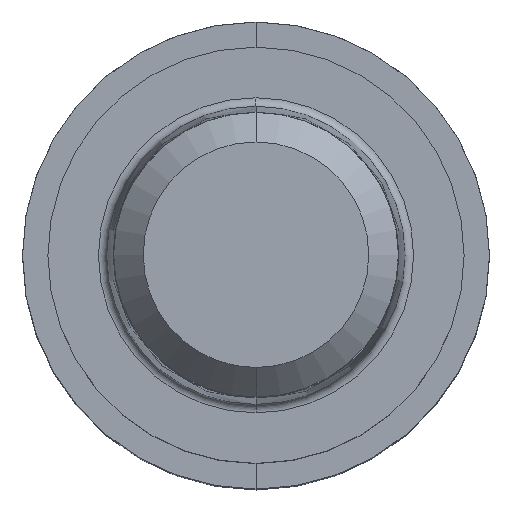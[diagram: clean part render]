
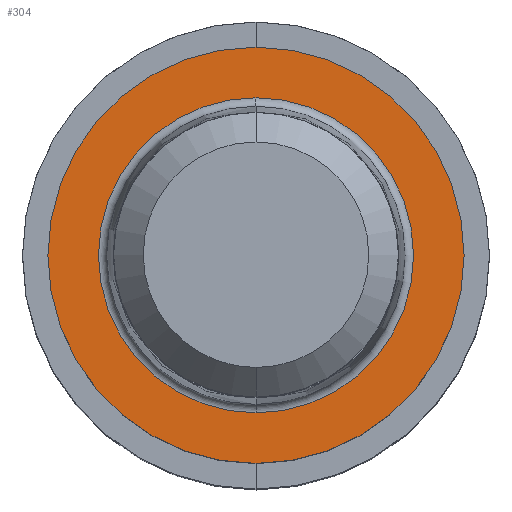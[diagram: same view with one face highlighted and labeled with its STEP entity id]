
A CAD part, top view. The second image highlights one B-rep face of the part: STEP entity #304.
In plain terms, the highlighted planar face has unit normal (0, 0, 1).
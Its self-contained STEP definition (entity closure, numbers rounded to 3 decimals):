
#160=EDGE_CURVE('',#236,#404,#433,.T.);
#162=EDGE_CURVE('',#176,#386,#435,.T.);
#176=VERTEX_POINT('',#452);
#210=EDGE_CURVE('',#386,#176,#489,.T.);
#236=VERTEX_POINT('',#517);
#286=EDGE_CURVE('',#404,#236,#573,.T.);
#304=ADVANCED_FACE('',(#592,#593),#594,.T.);
#386=VERTEX_POINT('',#690);
#404=VERTEX_POINT('',#712);
#433=CIRCLE('',#735,9.8);
#435=CIRCLE('',#738,7.42);
#452=CARTESIAN_POINT('',(0.0,7.42,0.01));
#489=CIRCLE('',#810,7.42);
#517=CARTESIAN_POINT('',(0.0,9.8,0.01));
#573=CIRCLE('',#915,9.8);
#592=FACE_OUTER_BOUND('',#943,.T.);
#593=FACE_BOUND('',#944,.T.);
#594=PLANE('',#945);
#690=CARTESIAN_POINT('',(0.,-7.42,0.01));
#712=CARTESIAN_POINT('',(0.,-9.8,0.01));
#735=AXIS2_PLACEMENT_3D('',#1100,#1101,#1102);
#738=AXIS2_PLACEMENT_3D('',#1103,#1104,#1105);
#810=AXIS2_PLACEMENT_3D('',#1171,#1172,#1173);
#915=AXIS2_PLACEMENT_3D('',#1249,#1250,#1251);
#943=EDGE_LOOP('',(#1273,#1274));
#944=EDGE_LOOP('',(#1275,#1276));
#945=AXIS2_PLACEMENT_3D('',#1277,#1278,#1279);
#1100=CARTESIAN_POINT('',(0.0,0.0,0.01));
#1101=DIRECTION('',(0.0,0.0,-1.0));
#1102=DIRECTION('',(0.0,1.0,0.0));
#1103=CARTESIAN_POINT('',(0.0,0.0,0.01));
#1104=DIRECTION('',(0.0,0.0,-1.0));
#1105=DIRECTION('',(0.0,1.0,0.0));
#1171=CARTESIAN_POINT('',(0.0,0.0,0.01));
#1172=DIRECTION('',(0.0,0.0,-1.0));
#1173=DIRECTION('',(0.0,1.0,0.0));
#1249=CARTESIAN_POINT('',(0.0,0.0,0.01));
#1250=DIRECTION('',(0.0,0.0,-1.0));
#1251=DIRECTION('',(0.0,1.0,0.0));
#1273=ORIENTED_EDGE('',*,*,#160,.F.);
#1274=ORIENTED_EDGE('',*,*,#286,.F.);
#1275=ORIENTED_EDGE('',*,*,#162,.T.);
#1276=ORIENTED_EDGE('',*,*,#210,.T.);
#1277=CARTESIAN_POINT('',(0.0,4.9,0.01));
#1278=DIRECTION('',(-0.0,0.0,1.0));
#1279=DIRECTION('',(0.0,-1.0,0.0));
